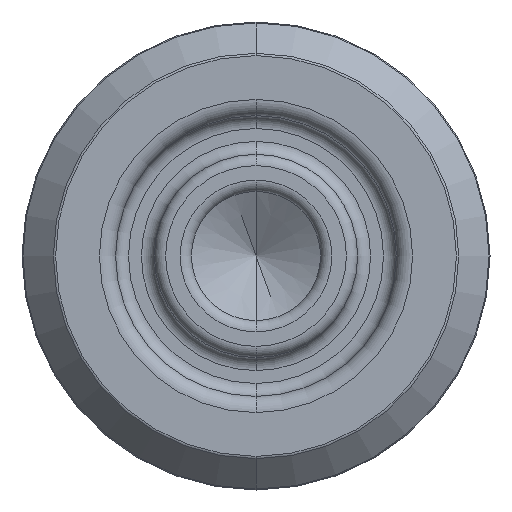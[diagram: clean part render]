
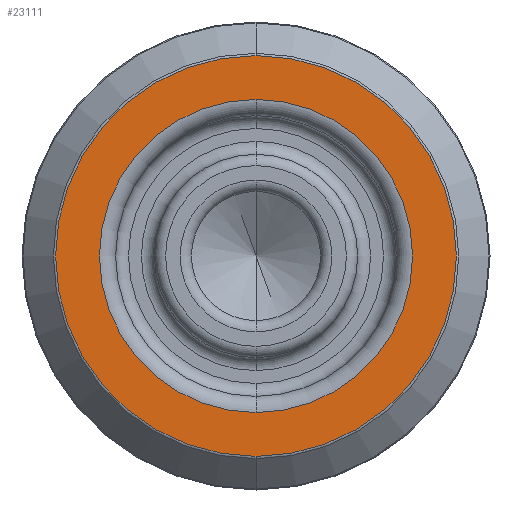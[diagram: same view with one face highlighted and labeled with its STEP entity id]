
A CAD part, front view. The second image highlights one B-rep face of the part: STEP entity #23111.
In plain terms, the highlighted planar face has unit normal (0, -1, 0).
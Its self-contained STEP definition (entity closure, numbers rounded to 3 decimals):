
#885 = DIRECTION ( 'NONE',  ( 0., 0., -1. ) ) ;
#1846 = DIRECTION ( 'NONE',  ( 0., 0., -1. ) ) ;
#4591 = DIRECTION ( 'NONE',  ( 0., 1., 0. ) ) ;
#5126 = DIRECTION ( 'NONE',  ( 0., 1., 0. ) ) ;
#5441 = FACE_OUTER_BOUND ( 'NONE', #20865, .T. ) ;
#5509 = AXIS2_PLACEMENT_3D ( 'NONE', #11339, #22435, #1846 ) ;
#6076 = CIRCLE ( 'NONE', #11085, 6.209 ) ;
#6148 = VERTEX_POINT ( 'NONE', #14702 ) ;
#6406 = CARTESIAN_POINT ( 'NONE',  ( 0., -16.5, -6.209 ) ) ;
#6503 = AXIS2_PLACEMENT_3D ( 'NONE', #15810, #4591, #19462 ) ;
#6525 = EDGE_CURVE ( 'NONE', #10172, #17311, #18155, .T. ) ;
#7804 = CIRCLE ( 'NONE', #20090, 4.85 ) ;
#8923 = AXIS2_PLACEMENT_3D ( 'NONE', #11616, #19030, #885 ) ;
#9055 = FACE_BOUND ( 'NONE', #9127, .T. ) ;
#9127 = EDGE_LOOP ( 'NONE', ( #10565, #12947 ) ) ;
#9902 = CARTESIAN_POINT ( 'NONE',  ( 0., -16.5, 0. ) ) ;
#10049 = VERTEX_POINT ( 'NONE', #20867 ) ;
#10172 = VERTEX_POINT ( 'NONE', #23678 ) ;
#10211 = EDGE_CURVE ( 'NONE', #6148, #10049, #7804, .T. ) ;
#10565 = ORIENTED_EDGE ( 'NONE', *, *, #12920, .T. ) ;
#10735 = CIRCLE ( 'NONE', #6503, 4.85 ) ;
#10985 = PLANE ( 'NONE',  #5509 ) ;
#11085 = AXIS2_PLACEMENT_3D ( 'NONE', #9902, #23628, #19583 ) ;
#11339 = CARTESIAN_POINT ( 'NONE',  ( 0., -16.5, -4.85 ) ) ;
#11616 = CARTESIAN_POINT ( 'NONE',  ( 0., -16.5, 0. ) ) ;
#11628 = EDGE_CURVE ( 'NONE', #17311, #10172, #6076, .T. ) ;
#12239 = DIRECTION ( 'NONE',  ( 0., 0., 1. ) ) ;
#12920 = EDGE_CURVE ( 'NONE', #10049, #6148, #10735, .T. ) ;
#12947 = ORIENTED_EDGE ( 'NONE', *, *, #10211, .T. ) ;
#14702 = CARTESIAN_POINT ( 'NONE',  ( 0., -16.5, -4.85 ) ) ;
#14885 = ORIENTED_EDGE ( 'NONE', *, *, #6525, .T. ) ;
#15810 = CARTESIAN_POINT ( 'NONE',  ( 0., -16.5, 0. ) ) ;
#17311 = VERTEX_POINT ( 'NONE', #6406 ) ;
#18155 = CIRCLE ( 'NONE', #8923, 6.209 ) ;
#19030 = DIRECTION ( 'NONE',  ( 0., -1., 0. ) ) ;
#19462 = DIRECTION ( 'NONE',  ( 0., 0., 1. ) ) ;
#19583 = DIRECTION ( 'NONE',  ( 0., 0., -1. ) ) ;
#19815 = ORIENTED_EDGE ( 'NONE', *, *, #11628, .T. ) ;
#20090 = AXIS2_PLACEMENT_3D ( 'NONE', #23435, #5126, #12239 ) ;
#20865 = EDGE_LOOP ( 'NONE', ( #19815, #14885 ) ) ;
#20867 = CARTESIAN_POINT ( 'NONE',  ( 0., -16.5, 4.85 ) ) ;
#22435 = DIRECTION ( 'NONE',  ( 0., -1., 0. ) ) ;
#23111 = ADVANCED_FACE ( 'NONE', ( #9055, #5441 ), #10985, .T. ) ;
#23435 = CARTESIAN_POINT ( 'NONE',  ( 0., -16.5, 0. ) ) ;
#23628 = DIRECTION ( 'NONE',  ( 0., -1., 0. ) ) ;
#23678 = CARTESIAN_POINT ( 'NONE',  ( 0., -16.5, 6.209 ) ) ;
